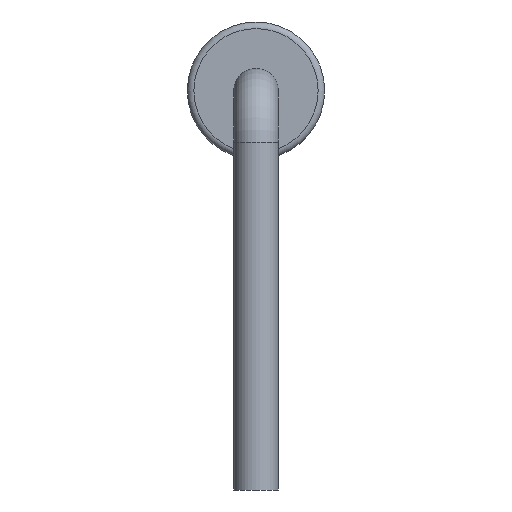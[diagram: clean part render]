
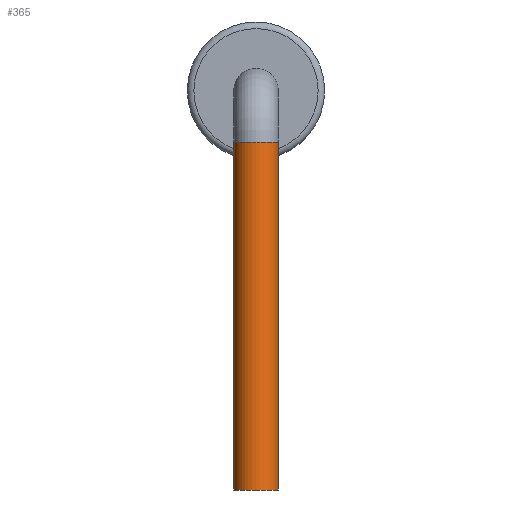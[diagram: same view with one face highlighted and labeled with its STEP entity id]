
A CAD part, left-side view. The second image highlights one B-rep face of the part: STEP entity #365.
In plain terms, the highlighted cylindrical face has radius 0.26 mm (diameter 0.52 mm), a full revolution.
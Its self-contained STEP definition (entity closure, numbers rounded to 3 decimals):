
#62=FACE_BOUND($,#129,.T.);
#81=FACE_OUTER_BOUND($,#128,.T.);
#128=EDGE_LOOP($,(#288));
#129=EDGE_LOOP($,(#289));
#190=CIRCLE($,#439,0.26);
#191=CIRCLE($,#441,0.26);
#222=VERTEX_POINT($,#675);
#223=VERTEX_POINT($,#678);
#254=EDGE_CURVE($,#222,#222,#190,.T.);
#255=EDGE_CURVE($,#223,#223,#191,.T.);
#288=ORIENTED_EDGE($,*,*,#254,.F.);
#289=ORIENTED_EDGE($,*,*,#255,.T.);
#349=CYLINDRICAL_SURFACE($,#440,0.26);
#365=ADVANCED_FACE($,(#81,#62),#349,.T.);
#439=AXIS2_PLACEMENT_3D($,#676,#522,#523);
#440=AXIS2_PLACEMENT_3D($,#677,#524,#525);
#441=AXIS2_PLACEMENT_3D($,#679,#526,#527);
#522=DIRECTION('center_axis',(0.,0.,1.));
#523=DIRECTION('ref_axis',(-1.,0.,0.));
#524=DIRECTION('center_axis',(0.,0.,1.));
#525=DIRECTION('ref_axis',(-1.,0.,0.));
#526=DIRECTION('center_axis',(0.,0.,1.));
#527=DIRECTION('ref_axis',(-1.,0.,0.));
#675=CARTESIAN_POINT('',(-3.55,0.,0.2));
#676=CARTESIAN_POINT('Origin',(-3.81,0.,0.2));
#677=CARTESIAN_POINT('Origin',(-3.81,0.,-3.85));
#678=CARTESIAN_POINT('',(-3.55,0.,-3.85));
#679=CARTESIAN_POINT('Origin',(-3.81,0.,-3.85));
